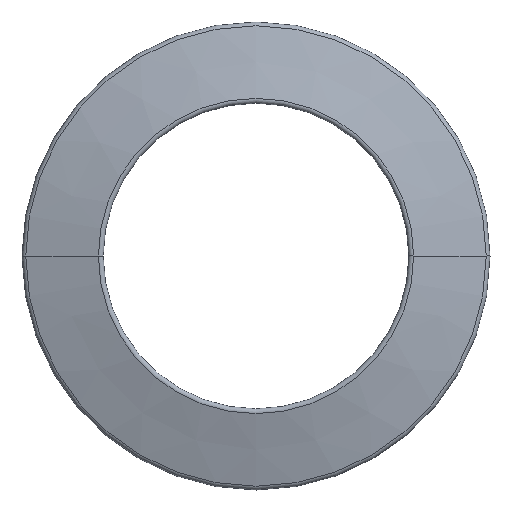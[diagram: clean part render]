
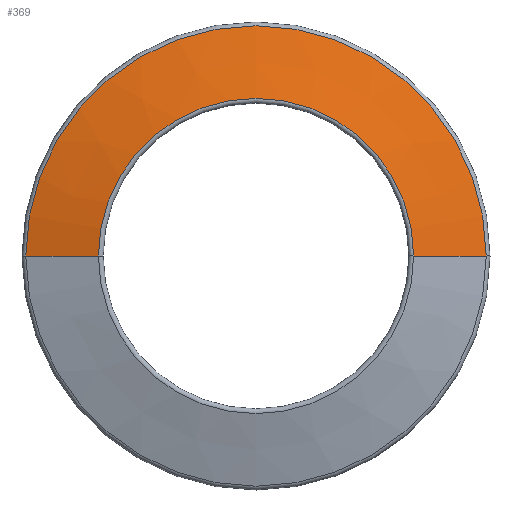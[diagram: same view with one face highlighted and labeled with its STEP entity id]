
A CAD part, front view. The second image highlights one B-rep face of the part: STEP entity #369.
In plain terms, the highlighted conical face has half-angle 75 degrees and reference radius 7.614 mm.
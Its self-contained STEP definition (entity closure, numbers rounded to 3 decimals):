
#120=CARTESIAN_POINT('',(0.,-3.249,0.));
#121=DIRECTION('',(0.,1.,0.));
#122=DIRECTION('',(-1.,0.,0.));
#123=AXIS2_PLACEMENT_3D('',#120,#121,#122);
#125=CARTESIAN_POINT('',(0.,-2.485,0.));
#126=DIRECTION('',(0.,1.,0.));
#127=DIRECTION('',(-1.,0.,0.));
#128=AXIS2_PLACEMENT_3D('',#125,#126,#127);
#145=DIRECTION('',(0.966,0.259,0.));
#146=VECTOR('',#145,2.952);
#147=CARTESIAN_POINT('',(6.189,-3.249,0.));
#148=LINE('',#147,#146);
#154=DIRECTION('',(-0.966,0.259,0.));
#155=VECTOR('',#154,2.952);
#156=CARTESIAN_POINT('',(-6.189,-3.249,0.));
#157=LINE('',#156,#155);
#318=CARTESIAN_POINT('',(9.04,-2.485,0.));
#319=CARTESIAN_POINT('',(-9.04,-2.485,0.));
#320=VERTEX_POINT('',#318);
#321=VERTEX_POINT('',#319);
#330=CARTESIAN_POINT('',(6.189,-3.249,0.));
#331=CARTESIAN_POINT('',(-6.189,-3.249,0.));
#332=VERTEX_POINT('',#330);
#333=VERTEX_POINT('',#331);
#354=CARTESIAN_POINT('',(0.,-2.867,0.));
#355=DIRECTION('',(0.,1.,0.));
#356=DIRECTION('',(1.,0.,0.));
#357=AXIS2_PLACEMENT_3D('',#354,#355,#356);
#358=CONICAL_SURFACE('',#357,7.614,75.);
#360=ORIENTED_EDGE('',*,*,#359,.F.);
#362=ORIENTED_EDGE('',*,*,#361,.T.);
#364=ORIENTED_EDGE('',*,*,#363,.T.);
#366=ORIENTED_EDGE('',*,*,#365,.F.);
#367=EDGE_LOOP('',(#360,#362,#364,#366));
#368=FACE_OUTER_BOUND('',#367,.F.);
#124=CIRCLE('',#123,6.189);
#129=CIRCLE('',#128,9.04);
#359=EDGE_CURVE('',#333,#332,#124,.T.);
#361=EDGE_CURVE('',#333,#321,#157,.T.);
#363=EDGE_CURVE('',#321,#320,#129,.T.);
#365=EDGE_CURVE('',#332,#320,#148,.T.);
#369=ADVANCED_FACE('',(#368),#358,.T.);
